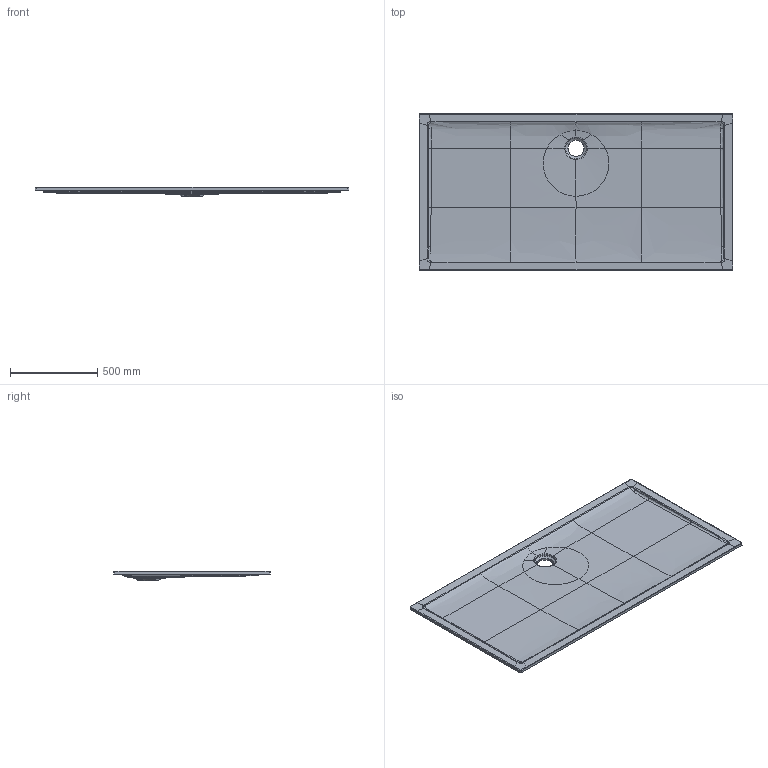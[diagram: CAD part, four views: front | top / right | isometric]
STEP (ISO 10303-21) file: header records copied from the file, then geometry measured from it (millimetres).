
FILE_DESCRIPTION((''),'2;1');
FILE_NAME('UDQ1890FFL2V_FUTURION_FLAT','2022-07-12T09:30:38',('GrootJ'),('Villeroy & Boch Wellness bv'),'CREO PARAMETRIC BY PTC INC, 2020454','CREO PARAMETRIC BY PTC INC, 2020454','');
FILE_SCHEMA(('CONFIG_CONTROL_DESIGN'));
Length unit declared in the file: millimetre
Products named in the file (1): UDQ1890FFL2V_FUTURION_FLAT
Bounding box: 1799.79 x 899.79 x 55.01 mm (x, y, z)
Surface area: 3362200.6 mm2 (no closed solid volume)
Topology: 0 solids, 1 shells, 344 faces, 813 edges, 471 vertices
Faces by surface type: bspline 242, plane 24, extrusion 24, cylinder 22, cone 12, torus 10, sphere 8, revolution 2
Entity records: 22806 total; most frequent: CARTESIAN_POINT 16926, ORIENTED_EDGE 1622, EDGE_CURVE 813, B_SPLINE_CURVE_WITH_KNOTS 632, VERTEX_POINT 471, DIRECTION 469, EDGE_LOOP 348, FACE_OUTER_BOUND 344
